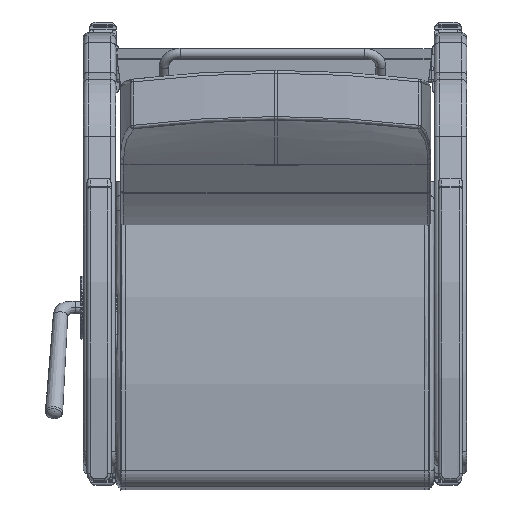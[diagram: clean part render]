
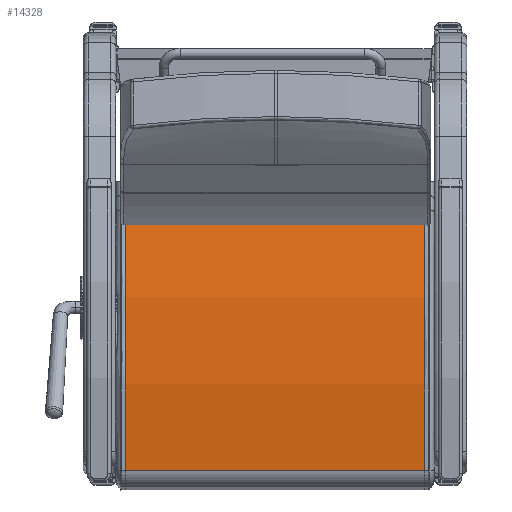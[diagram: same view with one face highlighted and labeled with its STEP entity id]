
A CAD part, front view. The second image highlights one B-rep face of the part: STEP entity #14328.
In plain terms, the highlighted free-form (B-spline) face has degree [1, 2] with [2, 3] control points.
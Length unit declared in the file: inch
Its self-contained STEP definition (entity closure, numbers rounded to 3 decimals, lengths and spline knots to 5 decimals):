
#453=(
BOUNDED_SURFACE()
B_SPLINE_SURFACE(1,2,((#35907,#35908,#35909),(#35910,#35911,#35912)),
 .UNSPECIFIED.,.F.,.F.,.F.)
B_SPLINE_SURFACE_WITH_KNOTS((2,2),(3,3),(-0.19254,0.19254),
(1.36178,1.69928),.UNSPECIFIED.)
GEOMETRIC_REPRESENTATION_ITEM()
RATIONAL_B_SPLINE_SURFACE(((1.,0.986,1.),(1.,0.986,
1.)))
REPRESENTATION_ITEM('')
SURFACE()
);
#913=ELLIPSE('',#15690,60.05357,60.);
#925=ELLIPSE('',#15732,60.05357,60.);
#1678=LINE('',#35906,#2578);
#1679=LINE('',#35913,#2579);
#2578=VECTOR('',#18374,0.3937);
#2579=VECTOR('',#18375,0.3937);
#3508=FACE_OUTER_BOUND('',#4465,.T.);
#4465=EDGE_LOOP('',(#10847,#10848,#10849,#10850));
#6636=VERTEX_POINT('',#35079);
#6637=VERTEX_POINT('',#35102);
#6677=VERTEX_POINT('',#35319);
#6678=VERTEX_POINT('',#35342);
#8104=EDGE_CURVE('',#6637,#6636,#913,.T.);
#8163=EDGE_CURVE('',#6678,#6677,#925,.T.);
#8243=EDGE_CURVE('',#6636,#6678,#1678,.T.);
#8244=EDGE_CURVE('',#6637,#6677,#1679,.T.);
#10847=ORIENTED_EDGE('',*,*,#8104,.F.);
#10848=ORIENTED_EDGE('',*,*,#8244,.T.);
#10849=ORIENTED_EDGE('',*,*,#8163,.F.);
#10850=ORIENTED_EDGE('',*,*,#8243,.F.);
#14328=ADVANCED_FACE('',(#3508),#453,.F.);
#15690=AXIS2_PLACEMENT_3D('',#35104,#18127,#18128);
#15732=AXIS2_PLACEMENT_3D('',#35344,#18236,#18237);
#18127=DIRECTION('center_axis',(0.,0.,-1.));
#18128=DIRECTION('ref_axis',(1.,0.,0.));
#18236=DIRECTION('center_axis',(0.,0.,1.));
#18237=DIRECTION('ref_axis',(1.,0.,0.));
#18374=DIRECTION('',(0.,0.,1.));
#18375=DIRECTION('',(0.,0.,1.));
#35079=CARTESIAN_POINT('',(10.1114,0.44486,-11.5625));
#35102=CARTESIAN_POINT('',(-10.04459,1.25621,-11.5625));
#35104=CARTESIAN_POINT('Origin',(-2.34979,-58.24922,-11.5625));
#35319=CARTESIAN_POINT('',(-10.04459,1.25621,11.5625));
#35342=CARTESIAN_POINT('',(10.1114,0.44486,11.5625));
#35344=CARTESIAN_POINT('Origin',(-2.34979,-58.24922,11.5625));
#35906=CARTESIAN_POINT('',(10.1114,0.44486,0.));
#35907=CARTESIAN_POINT('Ctrl Pts',(10.1114,0.44486,-11.5625));
#35908=CARTESIAN_POINT('Ctrl Pts',(0.10258,2.56602,-11.5625));
#35909=CARTESIAN_POINT('Ctrl Pts',(-10.04459,1.25621,-11.5625));
#35910=CARTESIAN_POINT('Ctrl Pts',(10.1114,0.44486,11.5625));
#35911=CARTESIAN_POINT('Ctrl Pts',(0.10258,2.56602,11.5625));
#35912=CARTESIAN_POINT('Ctrl Pts',(-10.04459,1.25621,11.5625));
#35913=CARTESIAN_POINT('',(-10.04459,1.25621,0.));
